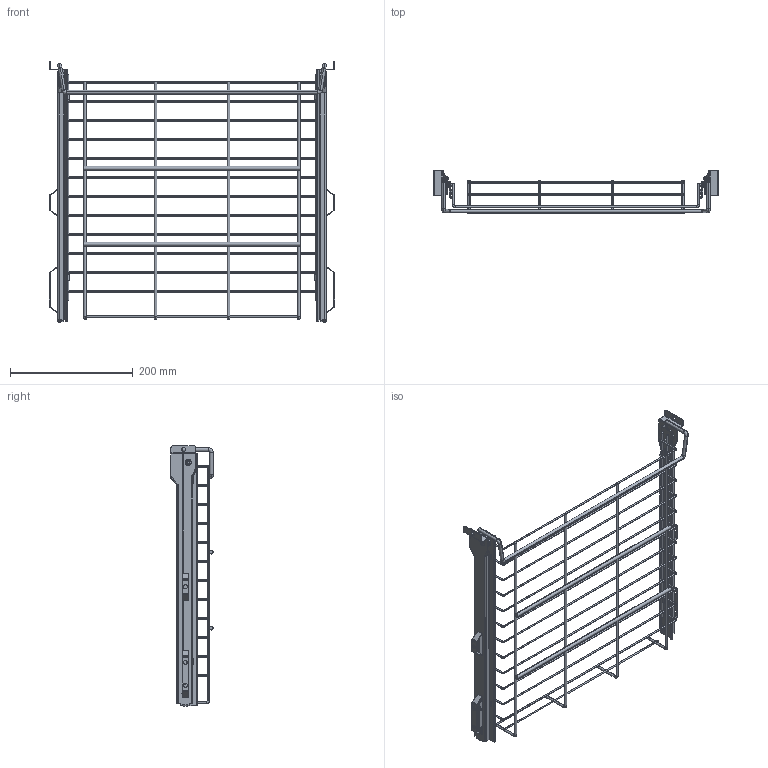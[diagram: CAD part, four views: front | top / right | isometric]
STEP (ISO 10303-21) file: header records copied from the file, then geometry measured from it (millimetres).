
FILE_DESCRIPTION (( 'STEP AP203' ), '1' );
FILE_NAME ('LM 641.STEP', '2023-02-22T13:19:49', ( '' ), ( '' ), 'SwSTEP 2.0', 'SolidWorks 2021', '' );
FILE_SCHEMA (( 'CONFIG_CONTROL_DESIGN' ));
Length unit declared in the file: millimetre
Products named in the file (14): Mirror10365; Mirror10026; 10660_Default<As Machined>; Mirror10363; Mirror10362; 10362; 10365; LM 641; 10027; Mirror10364; 10363; Mirror10027; 10026; 10364
Assembly tree (17 placements, depth 3):
  LM 641
    10660_Default<As Machined>
    10365
      10364
      10026
      10027
    10363
      10362
      10026
      10027
    Mirror10363
      Mirror10362
      Mirror10026
      Mirror10027
    Mirror10365
      Mirror10364
      Mirror10026
      Mirror10027
Bounding box: 465.6 x 68.81 x 424.83 mm (x, y, z)
Volume: 202103.6 mm3; surface area: 272173.2 mm2
Topology: 45 solids, 45 shells, 1074 faces, 2556 edges, 1580 vertices
Faces by surface type: cylinder 454, plane 420, torus 154, cone 28, bspline 18
Entity records: 29124 total; most frequent: CARTESIAN_POINT 5440, DIRECTION 4900, ORIENTED_EDGE 4476, EDGE_CURVE 2238, AXIS2_PLACEMENT_3D 1872, VERTEX_POINT 1384, VECTOR 1156, LINE 1156
